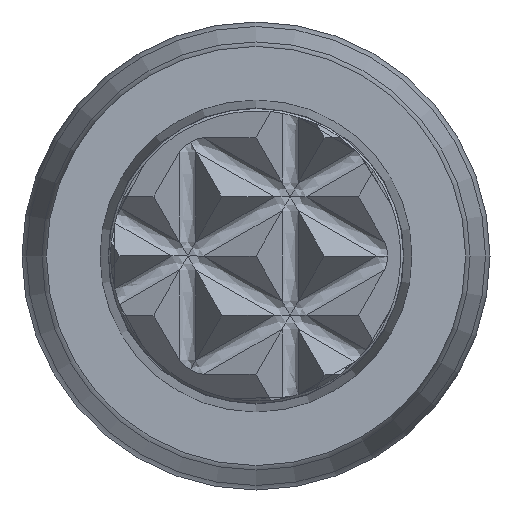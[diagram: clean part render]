
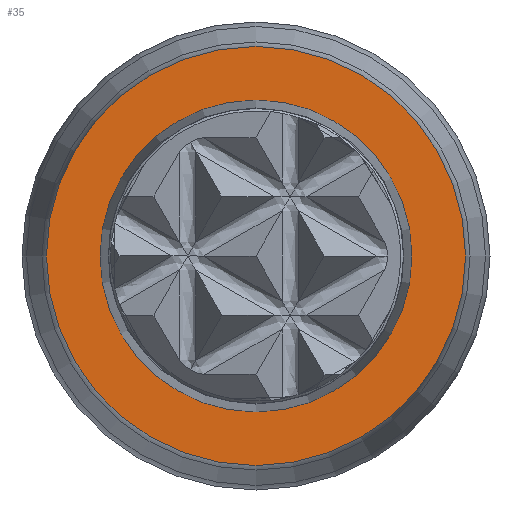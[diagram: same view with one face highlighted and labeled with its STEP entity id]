
A CAD part, left-side view. The second image highlights one B-rep face of the part: STEP entity #35.
In plain terms, the highlighted planar face has unit normal (-1, 0, 0).
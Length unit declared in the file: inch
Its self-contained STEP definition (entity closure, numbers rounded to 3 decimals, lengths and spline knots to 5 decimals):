
#35 = ADVANCED_FACE ( 'NONE', ( #2737, #356 ), #2583, .T. ) ;
#356 = FACE_OUTER_BOUND ( 'NONE', #3925, .T. ) ;
#376 = VERTEX_POINT ( 'NONE', #3533 ) ;
#439 = ORIENTED_EDGE ( 'NONE', *, *, #2687, .F. ) ;
#883 = DIRECTION ( 'NONE',  ( 0., 0., -1. ) ) ;
#930 = DIRECTION ( 'NONE',  ( 0., -1., 0. ) ) ;
#970 = EDGE_LOOP ( 'NONE', ( #439 ) ) ;
#1145 = CARTESIAN_POINT ( 'NONE',  ( 0., 0., 0. ) ) ;
#1315 = CARTESIAN_POINT ( 'NONE',  ( 0., -0.018, 0. ) ) ;
#1409 = CARTESIAN_POINT ( 'NONE',  ( 0., 0., -0.018 ) ) ;
#1467 = EDGE_CURVE ( 'NONE', #2808, #2808, #2370, .T. ) ;
#1515 = CARTESIAN_POINT ( 'NONE',  ( 0., 0., 0. ) ) ;
#1957 = DIRECTION ( 'NONE',  ( 0., 0., -1. ) ) ;
#2082 = DIRECTION ( 'NONE',  ( -1., 0., 0. ) ) ;
#2139 = DIRECTION ( 'NONE',  ( -1., 0., 0. ) ) ;
#2163 = AXIS2_PLACEMENT_3D ( 'NONE', #1515, #2139, #930 ) ;
#2229 = AXIS2_PLACEMENT_3D ( 'NONE', #1315, #2592, #1957 ) ;
#2370 = CIRCLE ( 'NONE', #2545, 0.018 ) ;
#2545 = AXIS2_PLACEMENT_3D ( 'NONE', #1145, #2082, #883 ) ;
#2583 = PLANE ( 'NONE',  #2229 ) ;
#2592 = DIRECTION ( 'NONE',  ( -1., 0., 0. ) ) ;
#2687 = EDGE_CURVE ( 'NONE', #376, #376, #3602, .T. ) ;
#2737 = FACE_BOUND ( 'NONE', #970, .T. ) ;
#2808 = VERTEX_POINT ( 'NONE', #1409 ) ;
#3533 = CARTESIAN_POINT ( 'NONE',  ( 0., -0.01339, 0. ) ) ;
#3602 = CIRCLE ( 'NONE', #2163, 0.01339 ) ;
#3630 = ORIENTED_EDGE ( 'NONE', *, *, #1467, .T. ) ;
#3925 = EDGE_LOOP ( 'NONE', ( #3630 ) ) ;
